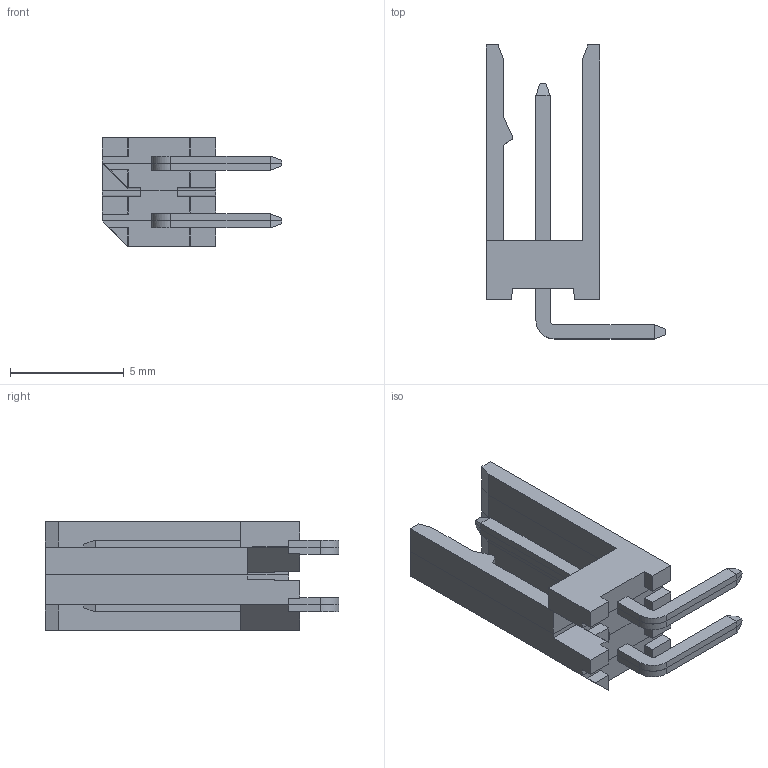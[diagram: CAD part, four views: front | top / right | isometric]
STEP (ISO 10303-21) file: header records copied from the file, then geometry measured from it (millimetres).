
FILE_DESCRIPTION(/* description */ (''),/* implementation_level */ '2;1');
FILE_NAME(/* name */ 'WRB0E4~1',/* time_stamp */ '2020-08-27T12:09:37+02:00',/* author */ (''),/* organization */ (''),/* preprocessor_version */ 'ST-DEVELOPER v15',/* originating_system */ '',/* authorisation */ '');
FILE_SCHEMA (('AUTOMOTIVE_DESIGN'));
Length unit declared in the file: millimetre
Products named in the file (1): Document
Bounding box: 7.9 x 12.92 x 4.78 mm (x, y, z)
Volume: 106.6 mm3; surface area: 470.7 mm2
Topology: 4 solids, 4 shells, 165 faces, 467 edges, 306 vertices
Faces by surface type: plane 155, bspline 10
Entity records: 4745 total; most frequent: CARTESIAN_POINT 1597, ORIENTED_EDGE 934, EDGE_CURVE 467, B_SPLINE_CURVE_WITH_KNOTS 447, VERTEX_POINT 306, ADVANCED_FACE 165, FACE_OUTER_BOUND 165, EDGE_LOOP 165
